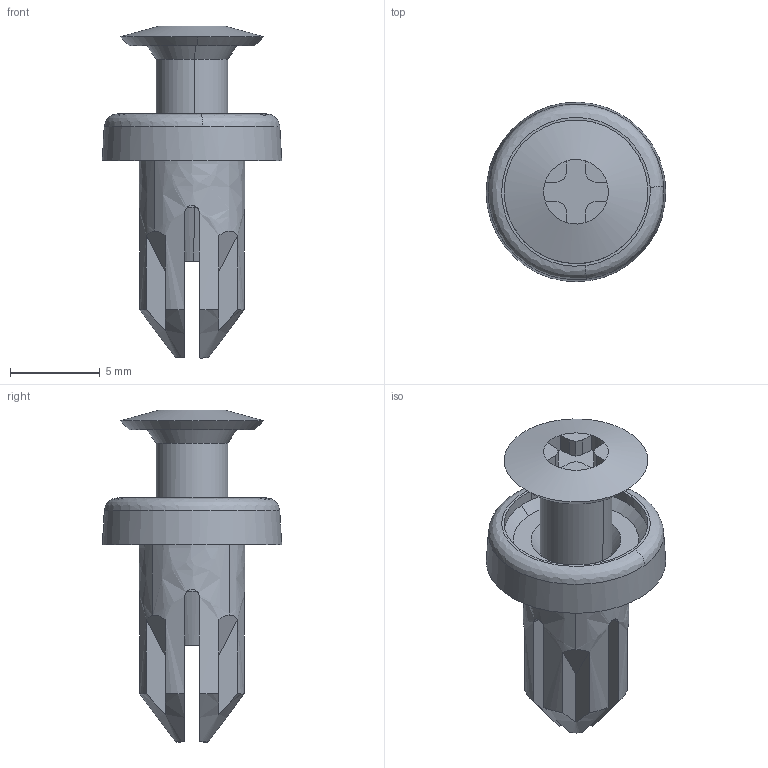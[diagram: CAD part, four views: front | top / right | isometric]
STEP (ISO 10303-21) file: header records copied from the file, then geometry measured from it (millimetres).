
FILE_DESCRIPTION((''),'2;1');
FILE_NAME('','2006-10-06T18:10:11',(''),(''),'','CADfix','');
FILE_SCHEMA(('AUTOMOTIVE_DESIGN'));
Length unit declared in the file: millimetre
Products named in the file (3): pin; grommet; TL_330_4_10421_36
Assembly tree (2 placements, depth 2):
  TL_330_4_10421_36
    pin
    grommet
Bounding box: 10 x 10 x 18.5 mm (x, y, z)
Volume: 384.2 mm3; surface area: 834.5 mm2
Topology: 2 solids, 2 shells, 96 faces, 289 edges, 201 vertices
Faces by surface type: bspline 96
Entity records: 3688 total; most frequent: CARTESIAN_POINT 2017, ORIENTED_EDGE 578, EDGE_CURVE 289, VERTEX_POINT 201, QUASI_UNIFORM_CURVE 138, EDGE_LOOP 102, FACE_OUTER_BOUND 96, ADVANCED_FACE 96
